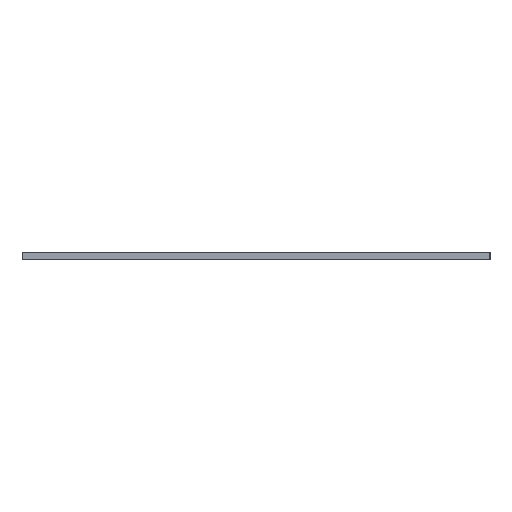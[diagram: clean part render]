
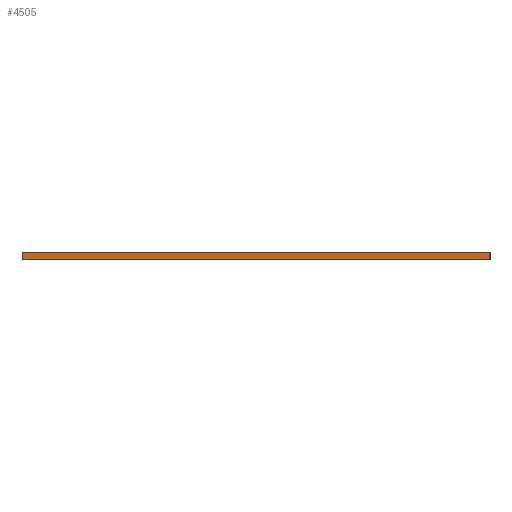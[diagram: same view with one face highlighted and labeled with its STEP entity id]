
A CAD part, left-side view. The second image highlights one B-rep face of the part: STEP entity #4505.
In plain terms, the highlighted planar face has unit normal (-1, 0, 0).
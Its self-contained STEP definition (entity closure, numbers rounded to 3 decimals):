
#79 = EDGE_CURVE('',#80,#82,#84,.T.);
#80 = VERTEX_POINT('',#81);
#81 = CARTESIAN_POINT('',(101.752,-86.436,0.));
#82 = VERTEX_POINT('',#83);
#83 = CARTESIAN_POINT('',(101.752,-86.436,1.51));
#84 = LINE('',#85,#86);
#85 = CARTESIAN_POINT('',(101.752,-86.436,0.));
#86 = VECTOR('',#87,1.);
#87 = DIRECTION('',(0.,0.,1.));
#112 = VERTEX_POINT('',#113);
#113 = CARTESIAN_POINT('',(101.752,-182.482,1.51));
#119 = EDGE_CURVE('',#120,#112,#122,.T.);
#120 = VERTEX_POINT('',#121);
#121 = CARTESIAN_POINT('',(101.752,-182.482,0.));
#122 = LINE('',#123,#124);
#123 = CARTESIAN_POINT('',(101.752,-182.482,0.));
#124 = VECTOR('',#125,1.);
#125 = DIRECTION('',(0.,0.,1.));
#143 = EDGE_CURVE('',#120,#80,#144,.T.);
#144 = LINE('',#145,#146);
#145 = CARTESIAN_POINT('',(101.752,-182.482,0.));
#146 = VECTOR('',#147,1.);
#147 = DIRECTION('',(0.,1.,0.));
#2327 = EDGE_CURVE('',#112,#82,#2328,.T.);
#2328 = LINE('',#2329,#2330);
#2329 = CARTESIAN_POINT('',(101.752,-182.482,1.51));
#2330 = VECTOR('',#2331,1.);
#2331 = DIRECTION('',(0.,1.,0.));
#4505 = ADVANCED_FACE('',(#4506),#4512,.T.);
#4506 = FACE_BOUND('',#4507,.T.);
#4507 = EDGE_LOOP('',(#4508,#4509,#4510,#4511));
#4508 = ORIENTED_EDGE('',*,*,#119,.T.);
#4509 = ORIENTED_EDGE('',*,*,#2327,.T.);
#4510 = ORIENTED_EDGE('',*,*,#79,.F.);
#4511 = ORIENTED_EDGE('',*,*,#143,.F.);
#4512 = PLANE('',#4513);
#4513 = AXIS2_PLACEMENT_3D('',#4514,#4515,#4516);
#4514 = CARTESIAN_POINT('',(101.752,-182.482,0.));
#4515 = DIRECTION('',(-1.,0.,0.));
#4516 = DIRECTION('',(0.,1.,0.));
